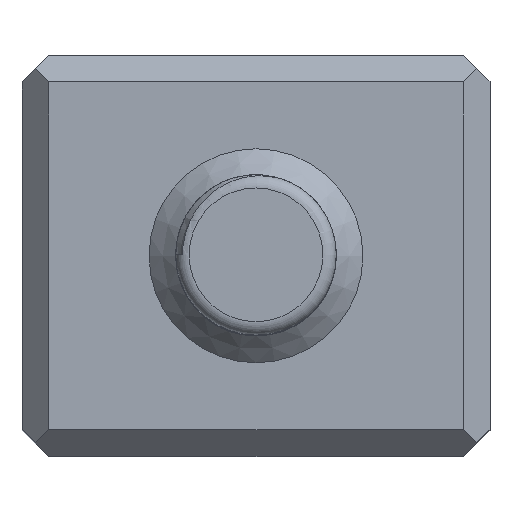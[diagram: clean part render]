
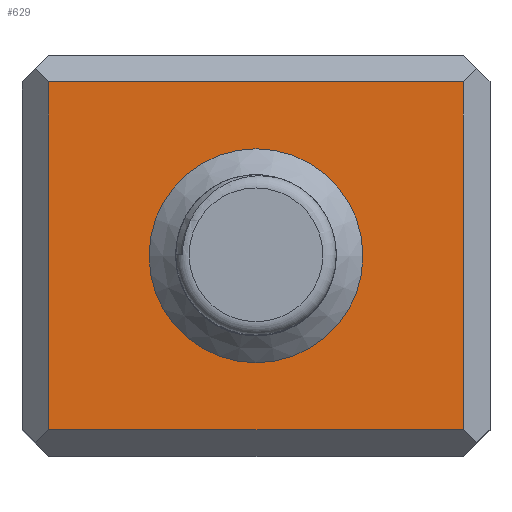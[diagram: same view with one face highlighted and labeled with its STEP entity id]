
A CAD part, top view. The second image highlights one B-rep face of the part: STEP entity #629.
In plain terms, the highlighted planar face has unit normal (0, 0, 1).
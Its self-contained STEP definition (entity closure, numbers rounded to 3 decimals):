
#15=FACE_BOUND('',#103,.T.);
#37=PLANE('',#683);
#70=FACE_OUTER_BOUND('',#102,.T.);
#102=EDGE_LOOP('',(#580,#581,#582,#583));
#103=EDGE_LOOP('',(#584));
#115=CIRCLE('',#684,8.);
#163=LINE('',#1341,#221);
#175=LINE('',#1366,#233);
#195=LINE('',#1765,#253);
#196=LINE('',#1767,#254);
#221=VECTOR('',#744,10.);
#233=VECTOR('',#760,10.);
#253=VECTOR('',#816,10.);
#254=VECTOR('',#819,10.);
#293=VERTEX_POINT('',#1338);
#294=VERTEX_POINT('',#1340);
#304=VERTEX_POINT('',#1363);
#305=VERTEX_POINT('',#1365);
#316=VERTEX_POINT('',#1769);
#367=EDGE_CURVE('',#293,#294,#163,.T.);
#379=EDGE_CURVE('',#304,#305,#175,.T.);
#405=EDGE_CURVE('',#305,#293,#195,.T.);
#406=EDGE_CURVE('',#294,#304,#196,.T.);
#407=EDGE_CURVE('',#316,#316,#115,.T.);
#580=ORIENTED_EDGE('',*,*,#379,.F.);
#581=ORIENTED_EDGE('',*,*,#406,.F.);
#582=ORIENTED_EDGE('',*,*,#367,.F.);
#583=ORIENTED_EDGE('',*,*,#405,.F.);
#584=ORIENTED_EDGE('',*,*,#407,.F.);
#629=ADVANCED_FACE('',(#70,#15),#37,.T.);
#683=AXIS2_PLACEMENT_3D('',#1768,#820,#821);
#684=AXIS2_PLACEMENT_3D('',#1770,#822,#823);
#744=DIRECTION('',(1.,0.,0.));
#760=DIRECTION('',(-1.,0.,0.));
#816=DIRECTION('',(0.,1.,0.));
#819=DIRECTION('',(0.,-1.,0.));
#820=DIRECTION('center_axis',(0.,0.,1.));
#821=DIRECTION('ref_axis',(1.,0.,0.));
#822=DIRECTION('center_axis',(0.,0.,1.));
#823=DIRECTION('ref_axis',(-1.,0.,0.));
#1338=CARTESIAN_POINT('',(-15.5,13.,20.));
#1340=CARTESIAN_POINT('',(15.5,13.,20.));
#1341=CARTESIAN_POINT('',(8.75,13.,20.));
#1363=CARTESIAN_POINT('',(15.5,-13.,20.));
#1365=CARTESIAN_POINT('',(-15.5,-13.,20.));
#1366=CARTESIAN_POINT('',(-8.75,-13.,20.));
#1765=CARTESIAN_POINT('',(-15.5,7.5,20.));
#1767=CARTESIAN_POINT('',(15.5,-7.5,20.));
#1768=CARTESIAN_POINT('Origin',(0.,0.,
20.));
#1769=CARTESIAN_POINT('',(8.,0.,20.));
#1770=CARTESIAN_POINT('Origin',(0.,0.,20.));
